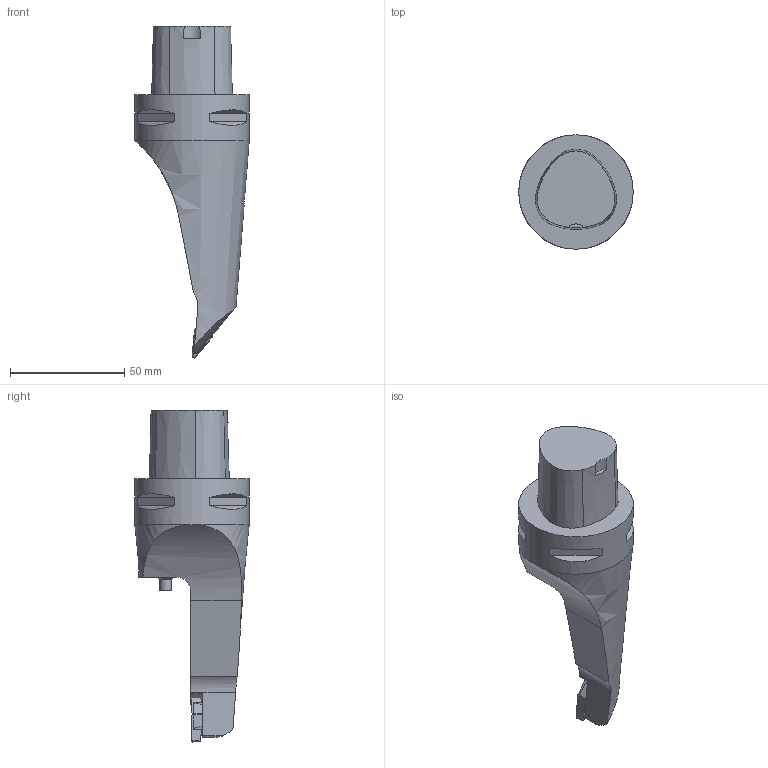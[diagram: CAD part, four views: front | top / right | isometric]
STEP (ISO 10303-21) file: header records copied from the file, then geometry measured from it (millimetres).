
FILE_DESCRIPTION(/* description */ (''),/* implementation_level */ '2;1');
FILE_NAME(/* name */ '1529568295662.stp',/* time_stamp */ '2018-06-21T10:05:02+02:00',/* author */ (''),/* organization */ ('SMS'),/* preprocessor_version */ 'ST-DEVELOPER v15',/* originating_system */ 'SIEMENS PLM Software NX 8.5',/* authorisation */ '');
FILE_SCHEMA (('AUTOMOTIVE_DESIGN { 1 0 10303 214 3 1 1 1 }'));
Length unit declared in the file: millimetre
Products named in the file (4): ASSEMBLY_CONSTRUCTION; 201572903mod000_00; 201707399mod000_00; 201707395mod000_00
Assembly tree (3 placements, depth 2):
  201707395mod000_00
    201707399mod000_00
    201572903mod000_00
    ASSEMBLY_CONSTRUCTION
Bounding box: 50 x 50 x 145 mm (x, y, z)
Volume: 126838.6 mm3; surface area: 18172.5 mm2
Topology: 2 solids, 2 shells, 71 faces, 182 edges, 129 vertices
Faces by surface type: plane 42, cylinder 15, cone 9, bspline 2, extrusion 2, sphere 1
Full cylindrical faces by diameter (mm): 3 x1, 5 x1, 50 x1
Entity records: 2789 total; most frequent: CARTESIAN_POINT 934, DIRECTION 356, ORIENTED_EDGE 342, EDGE_CURVE 171, AXIS2_PLACEMENT_3D 133, VERTEX_POINT 116, VECTOR 90, LINE 88
